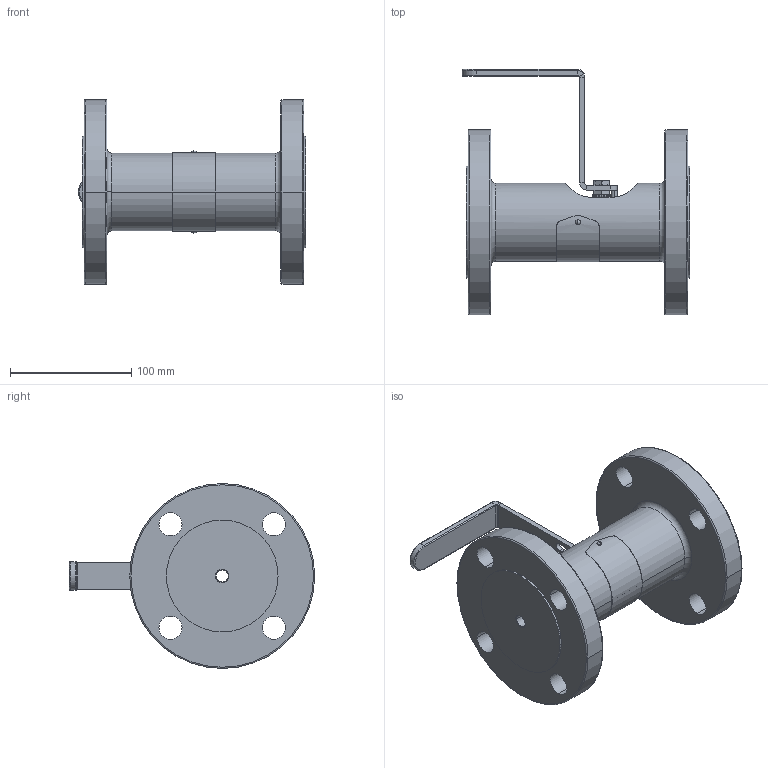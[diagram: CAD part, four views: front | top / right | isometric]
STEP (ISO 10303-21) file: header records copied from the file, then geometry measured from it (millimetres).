
FILE_DESCRIPTION((''),'2;1');
FILE_NAME('81647471_ASM','2021-09-01T',('BrunoR'),(''),'CREO PARAMETRIC BY PTC INC, 2015080','CREO PARAMETRIC BY PTC INC, 2015080','');
FILE_SCHEMA(('CONFIG_CONTROL_DESIGN'));
Length unit declared in the file: millimetre
Products named in the file (21): CB5AE-1001-001; CB000-3011-001; CB000-3012-002; CB000-3010-001; CHB00-0099-001; CHB00-0033-001; C132018-22-01; N0010000030_AF0; N0010000031; N0060000035; CHB00-0070-001; C0070-08-01; CB000-3002-001; CB000-3013-003; CB000-3007-001_AF2; CB000-3006-002; AB000-3004-001_ASM; N0080040004; CB000-3034-001_AF0; N0030000002; 81647471_ASM
Assembly tree (26 placements, depth 3):
  81647471_ASM
    CB5AE-1001-001
    CB000-3011-001  x2
    CB000-3012-002
    CB000-3010-001
    CHB00-0099-001
    CHB00-0033-001
    C132018-22-01
    N0010000030_AF0
    N0010000031  x2
    N0060000035  x2
    CHB00-0070-001
    C0070-08-01
    CB000-3002-001
    CB000-3013-003  x2
    AB000-3004-001_ASM  x2
      CB000-3007-001_AF2
      CB000-3006-002
    N0080040004
    CB000-3034-001_AF0
    N0030000002  x2
Bounding box: 187.5 x 202.2 x 152.4 mm (x, y, z)
Volume: 1116663.6 mm3; surface area: 167251.7 mm2
Topology: 26 solids, 33 shells, 915 faces, 2251 edges, 1418 vertices
Faces by surface type: plane 492, cylinder 211, cone 126, torus 56, bspline 18, sphere 12
Entity records: 27506 total; most frequent: CARTESIAN_POINT 7343, DIRECTION 4154, ORIENTED_EDGE 4018, EDGE_CURVE 2025, AXIS2_PLACEMENT_3D 1388, VECTOR 1378, LINE 1378, VERTEX_POINT 1299
